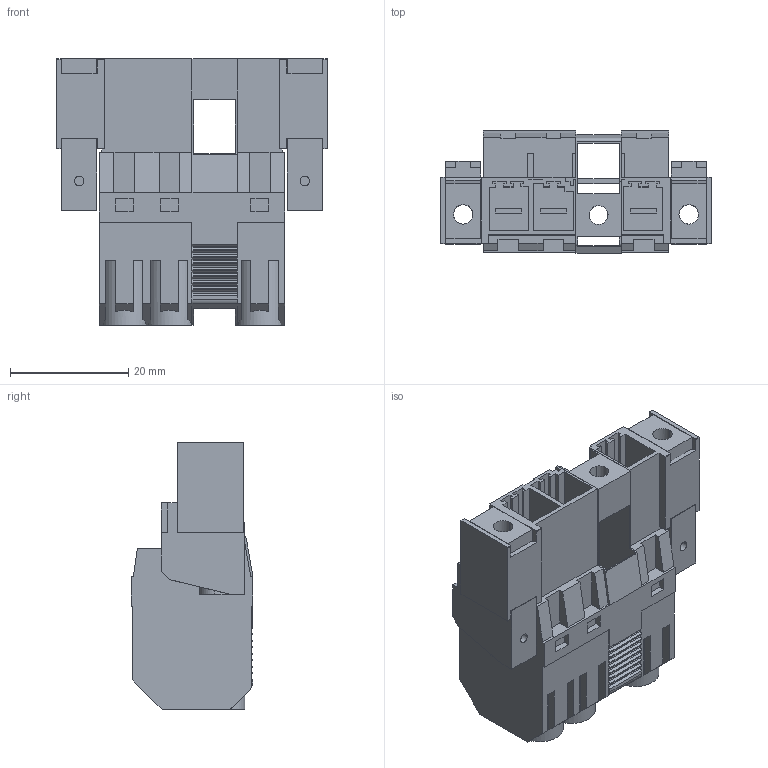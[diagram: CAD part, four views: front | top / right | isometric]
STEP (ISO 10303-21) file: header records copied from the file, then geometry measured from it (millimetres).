
FILE_DESCRIPTION(('CATIA V5 STEP','CAx-IF Rec.Pracs.--- Model Styling and Organization---1.4--- 2014-01-23'),'2;1');
FILE_NAME ('D1451931_2_1427230000_1427230000.stp','2024-01-23T07:32:45+00:00',('none'),('Weidmueller'),'CATIA Version 5-6 Release 2016 SP3 HF44','CATIA V5 STEP AP214','none');
FILE_SCHEMA(('AUTOMOTIVE_DESIGN { 1 0 10303 214 1 1 1 1 }'));
Length unit declared in the file: millimetre
Products named in the file (1): 1427230000
Bounding box: 45.73 x 20.6 x 45.01 mm (x, y, z)
Volume: 16358.9 mm3; surface area: 14755.5 mm2
Topology: 7 solids, 7 shells, 592 faces, 1656 edges, 1085 vertices
Faces by surface type: plane 517, cylinder 75
Entity records: 18725 total; most frequent: CARTESIAN_POINT 3680, ORIENTED_EDGE 3312, DIRECTION 2435, EDGE_CURVE 1656, VECTOR 1494, LINE 1494, VERTEX_POINT 1085, EDGE_LOOP 627
